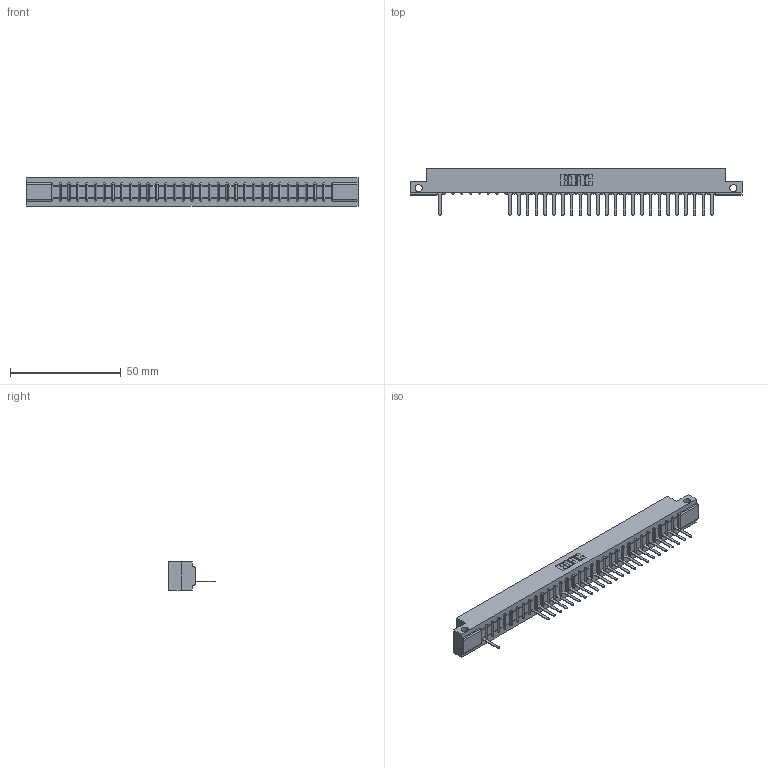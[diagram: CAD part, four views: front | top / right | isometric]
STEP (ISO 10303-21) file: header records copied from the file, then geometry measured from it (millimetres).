
FILE_DESCRIPTION (( 'STEP AP203' ), '1' );
FILE_NAME ('307-032-527-112.STEP', '2018-08-04T21:20:44', ( '' ), ( '' ), 'SwSTEP 2.0', 'SolidWorks 2016', '' );
FILE_SCHEMA (( 'CONFIG_CONTROL_DESIGN' ));
Length unit declared in the file: inch
Products named in the file (3): 307 Part_.128 Dia Side Mounting Holes; 307-290-001_527; 307-032-527-112
Assembly tree (26 placements, depth 2):
  307-032-527-112
    307 Part_.128 Dia Side Mounting Holes
    307-290-001_527  x25
Bounding box: 149.81 x 21.11 x 12.7 mm (x, y, z)
Volume: 15267.5 mm3; surface area: 15429.2 mm2
Topology: 26 solids, 26 shells, 1691 faces, 4821 edges, 3090 vertices
Faces by surface type: plane 1079, cylinder 546, sphere 66
Entity records: 28412 total; most frequent: CARTESIAN_POINT 4813, ORIENTED_EDGE 4806, DIRECTION 4679, EDGE_CURVE 2403, LINE 1839, VECTOR 1839, VERTEX_POINT 1554, AXIS2_PLACEMENT_3D 1420
